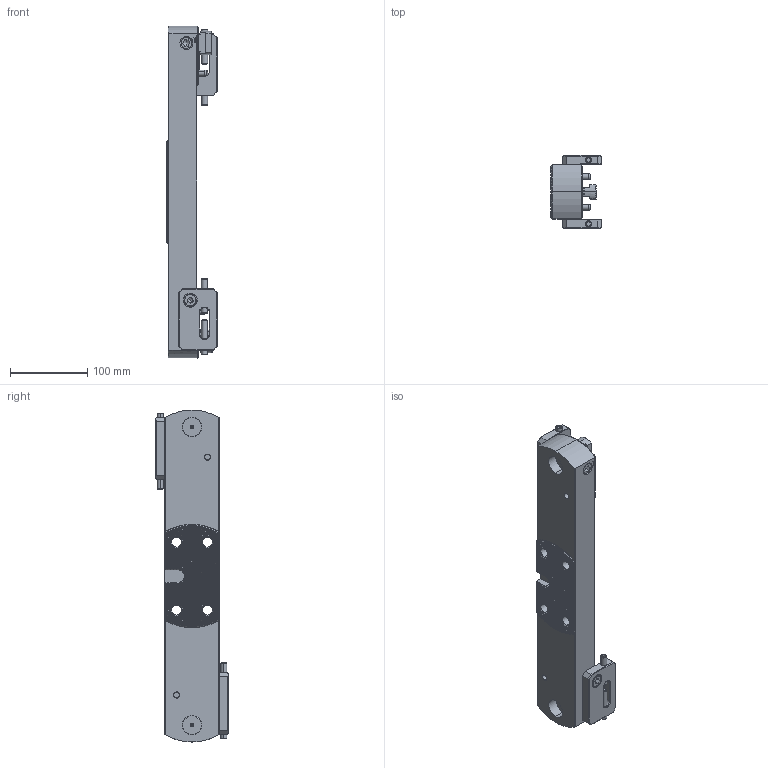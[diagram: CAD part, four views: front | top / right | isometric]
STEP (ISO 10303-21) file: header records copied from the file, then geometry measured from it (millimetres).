
FILE_DESCRIPTION (( 'STEP AP203' ), '1' );
FILE_NAME ('E60.130.430.040.STEP', '2018-03-07T15:40:46', ( 'SWIAdmin' ), ( 'Hewlett-Packard Company' ), 'SwSTEP 2.0', 'SolidWorks 2017', '' );
FILE_SCHEMA (( 'CONFIG_CONTROL_DESIGN' ));
Length unit declared in the file: millimetre
Products named in the file (14): E60.130.430.040; Ko1-VK1.430.040_E; VK1-ER1.001.030_A; VK1-ER2.001.044_A; ISO 4026 - M8 x 45; VK1-ER2.101.010_A; DIN 7984 - M10 x 16; VK1-ER2.201.010_A_gespannt; ISO 4766 - M6x12_ISO 4766 - M6 x 10; VK1-ER2.201.010_A_vorgespannt; VK1-ER7.001.012_mit langer Schraube; VK1-ER7.001.012_B; VK1-ER3.001.028_A; ISO 8734 - 6 x 12
Assembly tree (21 placements, depth 3):
  E60.130.430.040
    Ko1-VK1.430.040_E
    VK1-ER1.001.030_A  x2
    VK1-ER2.001.044_A  x2
    VK1-ER2.101.010_A  x2
    VK1-ER2.201.010_A_gespannt
    VK1-ER2.201.010_A_vorgespannt
    VK1-ER7.001.012_mit langer Schraube  x2
      VK1-ER7.001.012_B
      ISO 8734 - 6 x 12
      ISO 4026 - M8 x 45
      DIN 7984 - M10 x 16
      ISO 4766 - M6x12_ISO 4766 - M6 x 10
    VK1-ER3.001.028_A  x2
Bounding box: 65.58 x 94 x 429.85 mm (x, y, z)
Volume: 1168783.5 mm3; surface area: 176819.3 mm2
Topology: 27 solids, 27 shells, 1575 faces, 4265 edges, 2744 vertices
Faces by surface type: plane 890, cylinder 402, cone 189, bspline 66, torus 20, sphere 8
Entity records: 54429 total; most frequent: CARTESIAN_POINT 21917, ORIENTED_EDGE 7182, DIRECTION 5369, EDGE_CURVE 3591, VERTEX_POINT 2351, AXIS2_PLACEMENT_3D 1813, VECTOR 1743, LINE 1743
